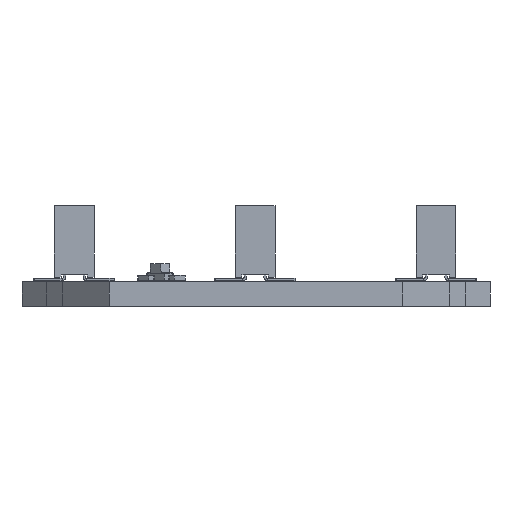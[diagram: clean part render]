
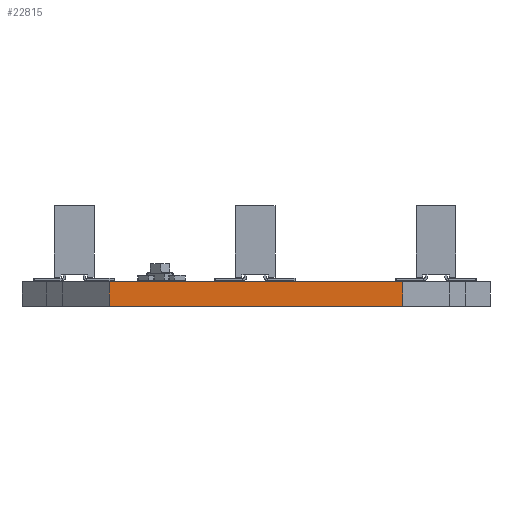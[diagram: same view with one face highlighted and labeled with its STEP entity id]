
A CAD part, front view. The second image highlights one B-rep face of the part: STEP entity #22815.
In plain terms, the highlighted planar face has unit normal (0, -1, 0).
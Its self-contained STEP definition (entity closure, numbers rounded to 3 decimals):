
#15766 = PLANE('',#15767);
#15767 = AXIS2_PLACEMENT_3D('',#15768,#15769,#15770);
#15768 = CARTESIAN_POINT('',(86.364,-65.407,1.6));
#15769 = DIRECTION('',(-0.,-0.,-1.));
#15770 = DIRECTION('',(-1.,0.,0.));
#15820 = PLANE('',#15821);
#15821 = AXIS2_PLACEMENT_3D('',#15822,#15823,#15824);
#15822 = CARTESIAN_POINT('',(86.364,-65.407,0.));
#15823 = DIRECTION('',(-0.,-0.,-1.));
#15824 = DIRECTION('',(-1.,0.,0.));
#16069 = VERTEX_POINT('',#16070);
#16070 = CARTESIAN_POINT('',(95.767,-89.148,0.));
#16084 = PLANE('',#16085);
#16085 = AXIS2_PLACEMENT_3D('',#16086,#16087,#16088);
#16086 = CARTESIAN_POINT('',(98.765,-86.157,0.));
#16087 = DIRECTION('',(0.706,-0.708,0.));
#16088 = DIRECTION('',(-0.708,-0.706,0.));
#16096 = EDGE_CURVE('',#16069,#16097,#16099,.T.);
#16097 = VERTEX_POINT('',#16098);
#16098 = CARTESIAN_POINT('',(76.962,-89.148,0.));
#16099 = SURFACE_CURVE('',#16100,(#16104,#16111),.PCURVE_S1.);
#16100 = LINE('',#16101,#16102);
#16101 = CARTESIAN_POINT('',(95.767,-89.148,0.));
#16102 = VECTOR('',#16103,1.);
#16103 = DIRECTION('',(-1.,0.,0.));
#16104 = PCURVE('',#15820,#16105);
#16105 = DEFINITIONAL_REPRESENTATION('',(#16106),#16110);
#16106 = LINE('',#16107,#16108);
#16107 = CARTESIAN_POINT('',(-9.402,-23.741));
#16108 = VECTOR('',#16109,1.);
#16109 = DIRECTION('',(1.,0.));
#16110 = ( GEOMETRIC_REPRESENTATION_CONTEXT(2) 
PARAMETRIC_REPRESENTATION_CONTEXT() REPRESENTATION_CONTEXT('2D SPACE',''
  ) );
#16111 = PCURVE('',#16112,#16117);
#16112 = PLANE('',#16113);
#16113 = AXIS2_PLACEMENT_3D('',#16114,#16115,#16116);
#16114 = CARTESIAN_POINT('',(95.767,-89.148,0.));
#16115 = DIRECTION('',(0.,-1.,0.));
#16116 = DIRECTION('',(-1.,0.,0.));
#16117 = DEFINITIONAL_REPRESENTATION('',(#16118),#16122);
#16118 = LINE('',#16119,#16120);
#16119 = CARTESIAN_POINT('',(0.,-0.));
#16120 = VECTOR('',#16121,1.);
#16121 = DIRECTION('',(1.,0.));
#16122 = ( GEOMETRIC_REPRESENTATION_CONTEXT(2) 
PARAMETRIC_REPRESENTATION_CONTEXT() REPRESENTATION_CONTEXT('2D SPACE',''
  ) );
#16140 = PLANE('',#16141);
#16141 = AXIS2_PLACEMENT_3D('',#16142,#16143,#16144);
#16142 = CARTESIAN_POINT('',(76.962,-89.148,0.));
#16143 = DIRECTION('',(-0.706,-0.708,0.));
#16144 = DIRECTION('',(-0.708,0.706,0.));
#19671 = VERTEX_POINT('',#19672);
#19672 = CARTESIAN_POINT('',(95.767,-89.148,1.6));
#19693 = EDGE_CURVE('',#19671,#19694,#19696,.T.);
#19694 = VERTEX_POINT('',#19695);
#19695 = CARTESIAN_POINT('',(76.962,-89.148,1.6));
#19696 = SURFACE_CURVE('',#19697,(#19701,#19708),.PCURVE_S1.);
#19697 = LINE('',#19698,#19699);
#19698 = CARTESIAN_POINT('',(95.767,-89.148,1.6));
#19699 = VECTOR('',#19700,1.);
#19700 = DIRECTION('',(-1.,0.,0.));
#19701 = PCURVE('',#15766,#19702);
#19702 = DEFINITIONAL_REPRESENTATION('',(#19703),#19707);
#19703 = LINE('',#19704,#19705);
#19704 = CARTESIAN_POINT('',(-9.402,-23.741));
#19705 = VECTOR('',#19706,1.);
#19706 = DIRECTION('',(1.,0.));
#19707 = ( GEOMETRIC_REPRESENTATION_CONTEXT(2) 
PARAMETRIC_REPRESENTATION_CONTEXT() REPRESENTATION_CONTEXT('2D SPACE',''
  ) );
#19708 = PCURVE('',#16112,#19709);
#19709 = DEFINITIONAL_REPRESENTATION('',(#19710),#19714);
#19710 = LINE('',#19711,#19712);
#19711 = CARTESIAN_POINT('',(0.,-1.6));
#19712 = VECTOR('',#19713,1.);
#19713 = DIRECTION('',(1.,0.));
#19714 = ( GEOMETRIC_REPRESENTATION_CONTEXT(2) 
PARAMETRIC_REPRESENTATION_CONTEXT() REPRESENTATION_CONTEXT('2D SPACE',''
  ) );
#22767 = EDGE_CURVE('',#16069,#19671,#22768,.T.);
#22768 = SURFACE_CURVE('',#22769,(#22773,#22780),.PCURVE_S1.);
#22769 = LINE('',#22770,#22771);
#22770 = CARTESIAN_POINT('',(95.767,-89.148,0.));
#22771 = VECTOR('',#22772,1.);
#22772 = DIRECTION('',(0.,0.,1.));
#22773 = PCURVE('',#16084,#22774);
#22774 = DEFINITIONAL_REPRESENTATION('',(#22775),#22779);
#22775 = LINE('',#22776,#22777);
#22776 = CARTESIAN_POINT('',(4.235,0.));
#22777 = VECTOR('',#22778,1.);
#22778 = DIRECTION('',(0.,-1.));
#22779 = ( GEOMETRIC_REPRESENTATION_CONTEXT(2) 
PARAMETRIC_REPRESENTATION_CONTEXT() REPRESENTATION_CONTEXT('2D SPACE',''
  ) );
#22780 = PCURVE('',#16112,#22781);
#22781 = DEFINITIONAL_REPRESENTATION('',(#22782),#22786);
#22782 = LINE('',#22783,#22784);
#22783 = CARTESIAN_POINT('',(0.,-0.));
#22784 = VECTOR('',#22785,1.);
#22785 = DIRECTION('',(0.,-1.));
#22786 = ( GEOMETRIC_REPRESENTATION_CONTEXT(2) 
PARAMETRIC_REPRESENTATION_CONTEXT() REPRESENTATION_CONTEXT('2D SPACE',''
  ) );
#22815 = ADVANCED_FACE('',(#22816),#16112,.T.);
#22816 = FACE_BOUND('',#22817,.T.);
#22817 = EDGE_LOOP('',(#22818,#22819,#22820,#22841));
#22818 = ORIENTED_EDGE('',*,*,#22767,.T.);
#22819 = ORIENTED_EDGE('',*,*,#19693,.T.);
#22820 = ORIENTED_EDGE('',*,*,#22821,.F.);
#22821 = EDGE_CURVE('',#16097,#19694,#22822,.T.);
#22822 = SURFACE_CURVE('',#22823,(#22827,#22834),.PCURVE_S1.);
#22823 = LINE('',#22824,#22825);
#22824 = CARTESIAN_POINT('',(76.962,-89.148,0.));
#22825 = VECTOR('',#22826,1.);
#22826 = DIRECTION('',(0.,0.,1.));
#22827 = PCURVE('',#16112,#22828);
#22828 = DEFINITIONAL_REPRESENTATION('',(#22829),#22833);
#22829 = LINE('',#22830,#22831);
#22830 = CARTESIAN_POINT('',(18.805,0.));
#22831 = VECTOR('',#22832,1.);
#22832 = DIRECTION('',(0.,-1.));
#22833 = ( GEOMETRIC_REPRESENTATION_CONTEXT(2) 
PARAMETRIC_REPRESENTATION_CONTEXT() REPRESENTATION_CONTEXT('2D SPACE',''
  ) );
#22834 = PCURVE('',#16140,#22835);
#22835 = DEFINITIONAL_REPRESENTATION('',(#22836),#22840);
#22836 = LINE('',#22837,#22838);
#22837 = CARTESIAN_POINT('',(0.,0.));
#22838 = VECTOR('',#22839,1.);
#22839 = DIRECTION('',(0.,-1.));
#22840 = ( GEOMETRIC_REPRESENTATION_CONTEXT(2) 
PARAMETRIC_REPRESENTATION_CONTEXT() REPRESENTATION_CONTEXT('2D SPACE',''
  ) );
#22841 = ORIENTED_EDGE('',*,*,#16096,.F.);
